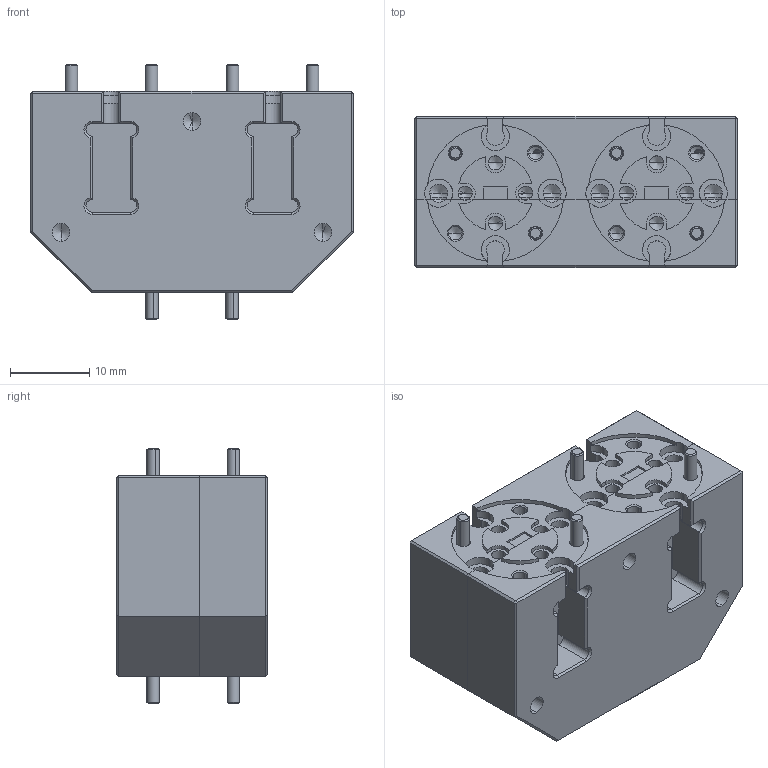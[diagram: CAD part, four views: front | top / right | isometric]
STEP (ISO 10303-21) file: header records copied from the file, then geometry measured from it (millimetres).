
FILE_DESCRIPTION (( 'STEP AP214' ), '1' );
FILE_NAME ('WP-E2I-A-2.STEP', '2022-05-06T21:55:42', ( '' ), ( '' ), 'SwSTEP 2.0', 'SolidWorks 2021', '' );
FILE_SCHEMA (( 'AUTOMOTIVE_DESIGN' ));
Length unit declared in the file: inch
Products named in the file (1): WP-E2I-A-2
Bounding box: 40.64 x 19.05 x 32.13 mm (x, y, z)
Volume: 16124.9 mm3; surface area: 9372.6 mm2
Topology: 8 solids, 8 shells, 865 faces, 2142 edges, 1266 vertices
Faces by surface type: plane 320, cylinder 271, cone 262, bspline 12
Entity records: 36691 total; most frequent: CARTESIAN_POINT 5674, DIRECTION 4379, ORIENTED_EDGE 4132, EDGE_CURVE 2066, AXIS2_PLACEMENT_3D 1610, VERTEX_POINT 1266, VECTOR 1159, LINE 1159
